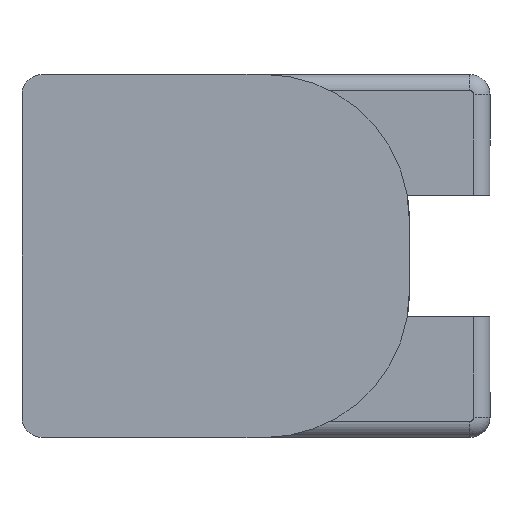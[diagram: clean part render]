
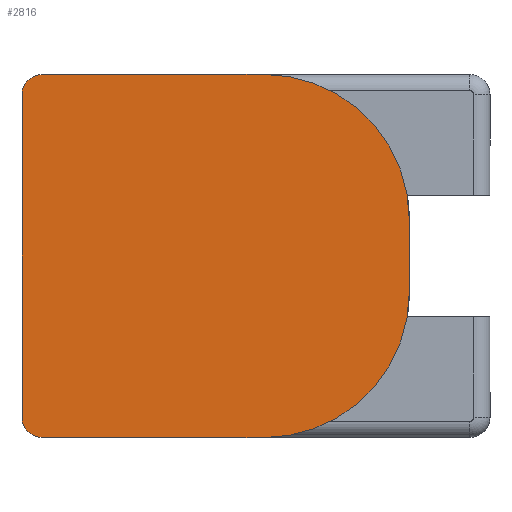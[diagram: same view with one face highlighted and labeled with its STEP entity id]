
A CAD part, front view. The second image highlights one B-rep face of the part: STEP entity #2816.
In plain terms, the highlighted planar face has unit normal (0, -1, 0).
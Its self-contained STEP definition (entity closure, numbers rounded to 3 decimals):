
#108 = VERTEX_POINT ( 'NONE', #342 ) ;
#209 = CARTESIAN_POINT ( 'NONE',  ( 6., 0., -4.5 ) ) ;
#214 = CIRCLE ( 'NONE', #1882, 18. ) ;
#238 = CARTESIAN_POINT ( 'NONE',  ( -21.5, 0., 22.5 ) ) ;
#261 = VECTOR ( 'NONE', #2305, 1000. ) ;
#272 = AXIS2_PLACEMENT_3D ( 'NONE', #865, #2727, #1121 ) ;
#279 = ORIENTED_EDGE ( 'NONE', *, *, #1459, .T. ) ;
#342 = CARTESIAN_POINT ( 'NONE',  ( 6., 0., 22.5 ) ) ;
#430 = CIRCLE ( 'NONE', #272, 18. ) ;
#478 = DIRECTION ( 'NONE',  ( 0., 0., 1. ) ) ;
#484 = ORIENTED_EDGE ( 'NONE', *, *, #2950, .F. ) ;
#491 = AXIS2_PLACEMENT_3D ( 'NONE', #2175, #584, #2435 ) ;
#513 = VERTEX_POINT ( 'NONE', #1555 ) ;
#575 = AXIS2_PLACEMENT_3D ( 'NONE', #799, #2656, #1065 ) ;
#584 = DIRECTION ( 'NONE',  ( 0., -1., 0. ) ) ;
#610 = EDGE_CURVE ( 'NONE', #1792, #1203, #2374, .T. ) ;
#682 = LINE ( 'NONE', #2819, #3465 ) ;
#799 = CARTESIAN_POINT ( 'NONE',  ( -21.5, 0., 20. ) ) ;
#803 = PLANE ( 'NONE',  #1955 ) ;
#865 = CARTESIAN_POINT ( 'NONE',  ( 6., 0., 4.5 ) ) ;
#922 = EDGE_LOOP ( 'NONE', ( #484, #279, #1096, #1689, #2900, #3066, #3382, #2025 ) ) ;
#933 = EDGE_CURVE ( 'NONE', #3455, #1411, #214, .T. ) ;
#996 = EDGE_CURVE ( 'NONE', #2684, #108, #2799, .T. ) ;
#1018 = CARTESIAN_POINT ( 'NONE',  ( -24., 0., 22.5 ) ) ;
#1065 = DIRECTION ( 'NONE',  ( 0., 0., 1. ) ) ;
#1096 = ORIENTED_EDGE ( 'NONE', *, *, #996, .F. ) ;
#1121 = DIRECTION ( 'NONE',  ( 0., 0., 1. ) ) ;
#1203 = VERTEX_POINT ( 'NONE', #2152 ) ;
#1359 = CARTESIAN_POINT ( 'NONE',  ( 24., 0., 4.5 ) ) ;
#1364 = CARTESIAN_POINT ( 'NONE',  ( 24., 0., -4.5 ) ) ;
#1384 = DIRECTION ( 'NONE',  ( 0., 1., 0. ) ) ;
#1411 = VERTEX_POINT ( 'NONE', #1364 ) ;
#1459 = EDGE_CURVE ( 'NONE', #1748, #108, #430, .T. ) ;
#1555 = CARTESIAN_POINT ( 'NONE',  ( -21.5, 0., -22.5 ) ) ;
#1640 = VECTOR ( 'NONE', #2141, 1000. ) ;
#1689 = ORIENTED_EDGE ( 'NONE', *, *, #3216, .T. ) ;
#1731 = LINE ( 'NONE', #1870, #1640 ) ;
#1748 = VERTEX_POINT ( 'NONE', #1359 ) ;
#1792 = VERTEX_POINT ( 'NONE', #3238 ) ;
#1870 = CARTESIAN_POINT ( 'NONE',  ( -24., 0., -22.5 ) ) ;
#1882 = AXIS2_PLACEMENT_3D ( 'NONE', #209, #2068, #478 ) ;
#1955 = AXIS2_PLACEMENT_3D ( 'NONE', #2938, #1384, #3262 ) ;
#2000 = CIRCLE ( 'NONE', #491, 2.5 ) ;
#2025 = ORIENTED_EDGE ( 'NONE', *, *, #933, .T. ) ;
#2068 = DIRECTION ( 'NONE',  ( 0., -1., 0. ) ) ;
#2074 = EDGE_CURVE ( 'NONE', #1792, #513, #2000, .T. ) ;
#2089 = VECTOR ( 'NONE', #3151, 1000. ) ;
#2141 = DIRECTION ( 'NONE',  ( -1., 0., 0. ) ) ;
#2152 = CARTESIAN_POINT ( 'NONE',  ( -24., 0., 20. ) ) ;
#2175 = CARTESIAN_POINT ( 'NONE',  ( -21.5, 0., -20. ) ) ;
#2263 = CARTESIAN_POINT ( 'NONE',  ( 6., 0., -22.5 ) ) ;
#2268 = FACE_OUTER_BOUND ( 'NONE', #922, .T. ) ;
#2305 = DIRECTION ( 'NONE',  ( 0., 0., 1. ) ) ;
#2374 = LINE ( 'NONE', #2890, #261 ) ;
#2435 = DIRECTION ( 'NONE',  ( 0., 0., 1. ) ) ;
#2526 = DIRECTION ( 'NONE',  ( 0., 0., -1. ) ) ;
#2656 = DIRECTION ( 'NONE',  ( 0., -1., 0. ) ) ;
#2684 = VERTEX_POINT ( 'NONE', #238 ) ;
#2727 = DIRECTION ( 'NONE',  ( 0., -1., 0. ) ) ;
#2790 = EDGE_CURVE ( 'NONE', #3455, #513, #1731, .T. ) ;
#2799 = LINE ( 'NONE', #1018, #2089 ) ;
#2816 = ADVANCED_FACE ( 'NONE', ( #2268 ), #803, .F. ) ;
#2819 = CARTESIAN_POINT ( 'NONE',  ( 24., 0., -22.5 ) ) ;
#2855 = CIRCLE ( 'NONE', #575, 2.5 ) ;
#2890 = CARTESIAN_POINT ( 'NONE',  ( -24., 0., -22.5 ) ) ;
#2900 = ORIENTED_EDGE ( 'NONE', *, *, #610, .F. ) ;
#2938 = CARTESIAN_POINT ( 'NONE',  ( 0., 0., 0. ) ) ;
#2950 = EDGE_CURVE ( 'NONE', #1748, #1411, #682, .T. ) ;
#3066 = ORIENTED_EDGE ( 'NONE', *, *, #2074, .T. ) ;
#3151 = DIRECTION ( 'NONE',  ( 1., 0., 0. ) ) ;
#3216 = EDGE_CURVE ( 'NONE', #2684, #1203, #2855, .T. ) ;
#3238 = CARTESIAN_POINT ( 'NONE',  ( -24., 0., -20. ) ) ;
#3262 = DIRECTION ( 'NONE',  ( 0., 0., 1. ) ) ;
#3382 = ORIENTED_EDGE ( 'NONE', *, *, #2790, .F. ) ;
#3455 = VERTEX_POINT ( 'NONE', #2263 ) ;
#3465 = VECTOR ( 'NONE', #2526, 1000. ) ;
